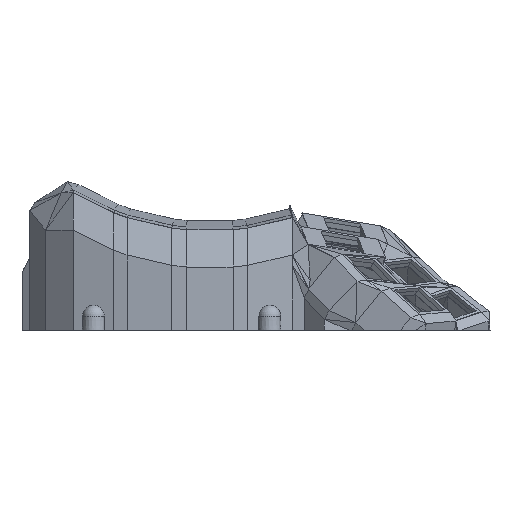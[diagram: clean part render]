
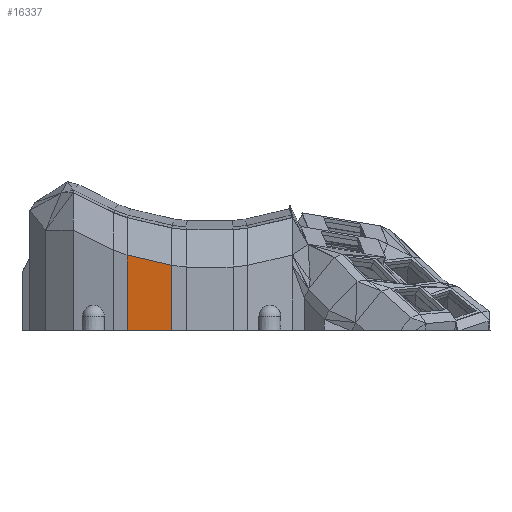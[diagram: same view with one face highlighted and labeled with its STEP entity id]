
A CAD part, left-side view. The second image highlights one B-rep face of the part: STEP entity #16337.
In plain terms, the highlighted planar face has unit normal (-0.991, 0.133, 0).
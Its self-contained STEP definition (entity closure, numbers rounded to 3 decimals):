
#220 = PLANE('',#221);
#221 = AXIS2_PLACEMENT_3D('',#222,#223,#224);
#222 = CARTESIAN_POINT('',(-175.,-175.,0.));
#223 = DIRECTION('',(0.,0.,1.));
#224 = DIRECTION('',(1.,0.,0.));
#2208 = VERTEX_POINT('',#2209);
#2209 = CARTESIAN_POINT('',(-85.567,31.068,0.));
#2222 = PLANE('',#2223);
#2223 = AXIS2_PLACEMENT_3D('',#2224,#2225,#2226);
#2224 = CARTESIAN_POINT('',(-85.161,33.025,
    27.667));
#2225 = DIRECTION('',(-0.979,0.203,0.)
  );
#2226 = DIRECTION('',(-0.203,-0.979,0.)
  );
#2233 = EDGE_CURVE('',#2208,#2234,#2236,.T.);
#2234 = VERTEX_POINT('',#2235);
#2235 = CARTESIAN_POINT('',(-87.818,14.261,0.));
#2236 = SURFACE_CURVE('',#2237,(#2241,#2247),.PCURVE_S1.);
#2237 = LINE('',#2238,#2239);
#2238 = CARTESIAN_POINT('',(-100.537,-80.674,0.));
#2239 = VECTOR('',#2240,1.);
#2240 = DIRECTION('',(-0.133,-0.991,0.));
#2241 = PCURVE('',#220,#2242);
#2242 = DEFINITIONAL_REPRESENTATION('',(#2243),#2246);
#2243 = B_SPLINE_CURVE_WITH_KNOTS('',1,(#2244,#2245),.UNSPECIFIED.,.F.,
  .F.,(2,2),(-112.741,-95.784),.PIECEWISE_BEZIER_KNOTS.);
#2244 = CARTESIAN_POINT('',(89.433,206.068));
#2245 = CARTESIAN_POINT('',(87.182,189.261));
#2246 = ( GEOMETRIC_REPRESENTATION_CONTEXT(2) 
PARAMETRIC_REPRESENTATION_CONTEXT() REPRESENTATION_CONTEXT('2D SPACE',''
  ) );
#2247 = PCURVE('',#2248,#2253);
#2248 = PLANE('',#2249);
#2249 = AXIS2_PLACEMENT_3D('',#2250,#2251,#2252);
#2250 = CARTESIAN_POINT('',(-86.81,21.789,
    23.269));
#2251 = DIRECTION('',(0.991,-0.133,0.));
#2252 = DIRECTION('',(0.133,0.991,0.));
#2253 = DEFINITIONAL_REPRESENTATION('',(#2254),#2257);
#2254 = B_SPLINE_CURVE_WITH_KNOTS('',1,(#2255,#2256),.UNSPECIFIED.,.F.,
  .F.,(2,2),(-112.741,-95.784),.PIECEWISE_BEZIER_KNOTS.);
#2255 = CARTESIAN_POINT('',(9.363,-23.269));
#2256 = CARTESIAN_POINT('',(-7.594,-23.269));
#2257 = ( GEOMETRIC_REPRESENTATION_CONTEXT(2) 
PARAMETRIC_REPRESENTATION_CONTEXT() REPRESENTATION_CONTEXT('2D SPACE',''
  ) );
#2274 = PLANE('',#2275);
#2275 = AXIS2_PLACEMENT_3D('',#2276,#2277,#2278);
#2276 = CARTESIAN_POINT('',(-87.953,12.216,
    22.887));
#2277 = DIRECTION('',(-0.998,0.066,
    0.));
#2278 = DIRECTION('',(-0.066,-0.998,0.));
#16289 = VERTEX_POINT('',#16290);
#16290 = CARTESIAN_POINT('',(-87.818,14.261,
    24.429));
#16316 = EDGE_CURVE('',#16289,#2234,#16317,.T.);
#16317 = SURFACE_CURVE('',#16318,(#16322,#16329),.PCURVE_S1.);
#16318 = LINE('',#16319,#16320);
#16319 = CARTESIAN_POINT('',(-87.818,14.261,
    24.429));
#16320 = VECTOR('',#16321,1.);
#16321 = DIRECTION('',(0.,0.,-1.));
#16322 = PCURVE('',#2274,#16323);
#16323 = DEFINITIONAL_REPRESENTATION('',(#16324),#16328);
#16324 = LINE('',#16325,#16326);
#16325 = CARTESIAN_POINT('',(-2.05,1.542));
#16326 = VECTOR('',#16327,1.);
#16327 = DIRECTION('',(0.,-1.));
#16328 = ( GEOMETRIC_REPRESENTATION_CONTEXT(2) 
PARAMETRIC_REPRESENTATION_CONTEXT() REPRESENTATION_CONTEXT('2D SPACE',''
  ) );
#16329 = PCURVE('',#2248,#16330);
#16330 = DEFINITIONAL_REPRESENTATION('',(#16331),#16335);
#16331 = LINE('',#16332,#16333);
#16332 = CARTESIAN_POINT('',(-7.594,1.161));
#16333 = VECTOR('',#16334,1.);
#16334 = DIRECTION('',(0.,-1.));
#16335 = ( GEOMETRIC_REPRESENTATION_CONTEXT(2) 
PARAMETRIC_REPRESENTATION_CONTEXT() REPRESENTATION_CONTEXT('2D SPACE',''
  ) );
#16337 = ADVANCED_FACE('',(#16338),#2248,.F.);
#16338 = FACE_BOUND('',#16339,.F.);
#16339 = EDGE_LOOP('',(#16340,#16368,#16369,#16370));
#16340 = ORIENTED_EDGE('',*,*,#16341,.F.);
#16341 = EDGE_CURVE('',#16289,#16342,#16344,.T.);
#16342 = VERTEX_POINT('',#16343);
#16343 = CARTESIAN_POINT('',(-85.567,31.068,
    28.329));
#16344 = SURFACE_CURVE('',#16345,(#16349,#16356),.PCURVE_S1.);
#16345 = LINE('',#16346,#16347);
#16346 = CARTESIAN_POINT('',(-87.818,14.261,
    24.429));
#16347 = VECTOR('',#16348,1.);
#16348 = DIRECTION('',(0.129,0.966,0.224));
#16349 = PCURVE('',#2248,#16350);
#16350 = DEFINITIONAL_REPRESENTATION('',(#16351),#16355);
#16351 = LINE('',#16352,#16353);
#16352 = CARTESIAN_POINT('',(-7.594,1.161));
#16353 = VECTOR('',#16354,1.);
#16354 = DIRECTION('',(0.975,0.224));
#16355 = ( GEOMETRIC_REPRESENTATION_CONTEXT(2) 
PARAMETRIC_REPRESENTATION_CONTEXT() REPRESENTATION_CONTEXT('2D SPACE',''
  ) );
#16356 = PCURVE('',#16357,#16362);
#16357 = PLANE('',#16358);
#16358 = AXIS2_PLACEMENT_3D('',#16359,#16360,#16361);
#16359 = CARTESIAN_POINT('',(-84.655,24.824,
    31.775));
#16360 = DIRECTION('',(0.941,-0.048,-0.336)
  );
#16361 = DIRECTION('',(0.336,0.,0.942));
#16362 = DEFINITIONAL_REPRESENTATION('',(#16363),#16367);
#16363 = LINE('',#16364,#16365);
#16364 = CARTESIAN_POINT('',(-7.982,10.575));
#16365 = VECTOR('',#16366,1.);
#16366 = DIRECTION('',(0.255,-0.967));
#16367 = ( GEOMETRIC_REPRESENTATION_CONTEXT(2) 
PARAMETRIC_REPRESENTATION_CONTEXT() REPRESENTATION_CONTEXT('2D SPACE',''
  ) );
#16368 = ORIENTED_EDGE('',*,*,#16316,.T.);
#16369 = ORIENTED_EDGE('',*,*,#2233,.F.);
#16370 = ORIENTED_EDGE('',*,*,#16371,.F.);
#16371 = EDGE_CURVE('',#16342,#2208,#16372,.T.);
#16372 = SURFACE_CURVE('',#16373,(#16377,#16384),.PCURVE_S1.);
#16373 = LINE('',#16374,#16375);
#16374 = CARTESIAN_POINT('',(-85.567,31.068,
    28.329));
#16375 = VECTOR('',#16376,1.);
#16376 = DIRECTION('',(0.,0.,-1.));
#16377 = PCURVE('',#2248,#16378);
#16378 = DEFINITIONAL_REPRESENTATION('',(#16379),#16383);
#16379 = LINE('',#16380,#16381);
#16380 = CARTESIAN_POINT('',(9.363,5.061));
#16381 = VECTOR('',#16382,1.);
#16382 = DIRECTION('',(0.,-1.));
#16383 = ( GEOMETRIC_REPRESENTATION_CONTEXT(2) 
PARAMETRIC_REPRESENTATION_CONTEXT() REPRESENTATION_CONTEXT('2D SPACE',''
  ) );
#16384 = PCURVE('',#2222,#16385);
#16385 = DEFINITIONAL_REPRESENTATION('',(#16386),#16390);
#16386 = LINE('',#16387,#16388);
#16387 = CARTESIAN_POINT('',(1.998,0.662));
#16388 = VECTOR('',#16389,1.);
#16389 = DIRECTION('',(0.,-1.));
#16390 = ( GEOMETRIC_REPRESENTATION_CONTEXT(2) 
PARAMETRIC_REPRESENTATION_CONTEXT() REPRESENTATION_CONTEXT('2D SPACE',''
  ) );
